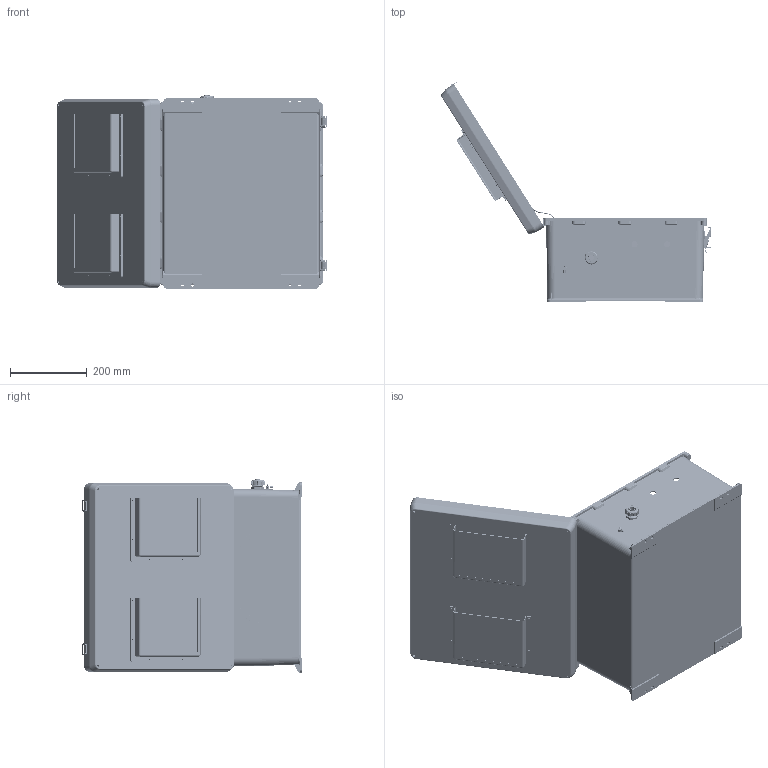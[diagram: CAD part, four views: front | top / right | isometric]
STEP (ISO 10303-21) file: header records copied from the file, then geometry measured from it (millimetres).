
FILE_DESCRIPTION (( 'STEP AP214' ), '1' );
FILE_NAME ('NB181608-40F_3D.step', '2025-10-06T15:11:29', ( '' ), ( '' ), 'SwSTEP 2.0', 'SolidWorks 2025', '' );
FILE_SCHEMA (( 'AUTOMOTIVE_DESIGN' ));
Length unit declared in the file: inch
Products named in the file (28): NB181608-40F_3D; XCT-0005; XFW-0004; XCT-0011; XFN-0002; XMH-0002; XF685-01; XC-0003; NB181608-Box; Fan Screen-120x120 ALUM; NEMA_18_GroundWire; FanWire-18-40F; XFN-0003; XF513-01; NB181608-Lid-Vented; XF903-01; 10-32 NEMA PLATE SCREW; XFW-0002; XFS-0065; NB181608-DoorClasp-2; X-ASSY-HYP218-2; XM220-01-UL; NB181608-Hinge; XFS-0017; XFS-0026; XFN-0005; NB181608-DoorClasp-1; XCT-0010
Assembly tree (50 placements, depth 2):
  NB181608-40F_3D
    NB181608-Box
    NB181608-Hinge  x2
    NB181608-Lid-Vented
    NB181608-DoorClasp-1  x2
    NB181608-DoorClasp-2  x2
    XF685-01
    10-32 NEMA PLATE SCREW  x4
    XFS-0017  x3
    XCT-0011
    XCT-0010
    XF513-01
    XFS-0065
    XFW-0004  x2
    XFN-0005
    XF903-01  x4
    NEMA_18_GroundWire
    X-ASSY-HYP218-2
    XFN-0003  x2
    XCT-0005
    XFW-0002
    XFS-0026
    XC-0003
    XM220-01-UL  x2
    XFN-0002  x8
    Fan Screen-120x120 ALUM  x2
    XMH-0002  x2
    FanWire-18-40F
Bounding box: 703.32 x 571.16 x 502.84 mm (x, y, z)
Volume: 4047250.6 mm3; surface area: 2550350.3 mm2
Topology: 59 solids, 60 shells, 6062 faces, 16036 edges, 10118 vertices
Faces by surface type: cylinder 2767, plane 1772, cone 991, torus 346, bspline 182, sphere 4
Entity records: 143002 total; most frequent: CARTESIAN_POINT 49403, ORIENTED_EDGE 19580, DIRECTION 18781, EDGE_CURVE 9790, AXIS2_PLACEMENT_3D 7045, VERTEX_POINT 6195, EDGE_LOOP 4771, LINE 4691
